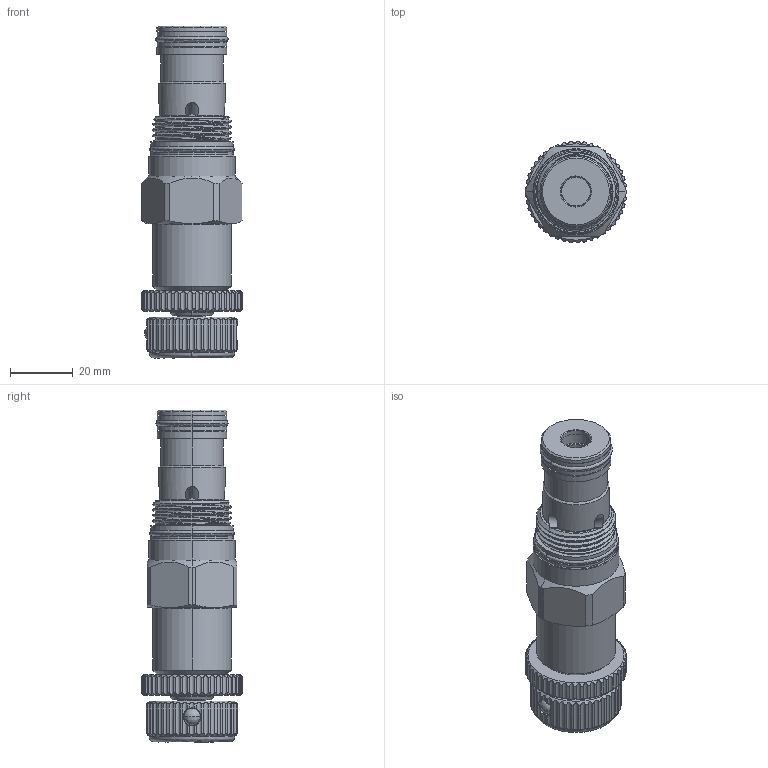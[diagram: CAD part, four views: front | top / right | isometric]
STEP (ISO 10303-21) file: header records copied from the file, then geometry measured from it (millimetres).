
FILE_DESCRIPTION (( 'STEP AP203' ), '1' );
FILE_NAME ('NC5A21-K.STEP', '2016-06-13T00:19:43', ( '' ), ( '' ), 'SwSTEP 2.0', 'SolidWorks 2012', '' );
FILE_SCHEMA (( 'CONFIG_CONTROL_DESIGN' ));
Length unit declared in the file: millimetre
Products named in the file (1): NC5A21-K
Bounding box: 32.18 x 32.2 x 105.45 mm (x, y, z)
Surface area: 18385.4 mm2 (no closed solid volume)
Topology: 0 solids, 15 shells, 711 faces, 1914 edges, 1246 vertices
Faces by surface type: cylinder 396, plane 188, cone 70, bspline 57
Entity records: 35170 total; most frequent: CARTESIAN_POINT 18345, ORIENTED_EDGE 3795, DIRECTION 3175, EDGE_CURVE 1900, VERTEX_POINT 1246, AXIS2_PLACEMENT_3D 1213, EDGE_LOOP 752, VECTOR 749
